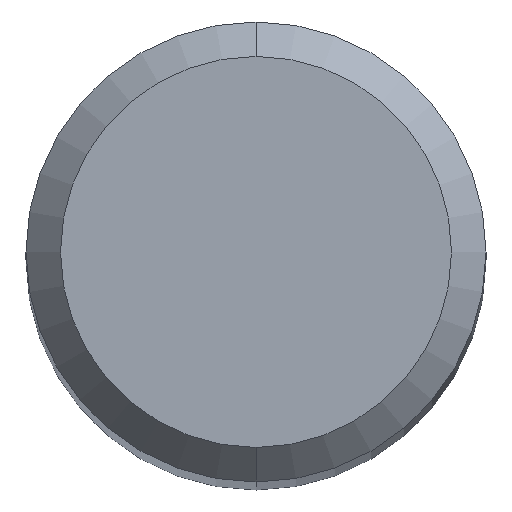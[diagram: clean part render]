
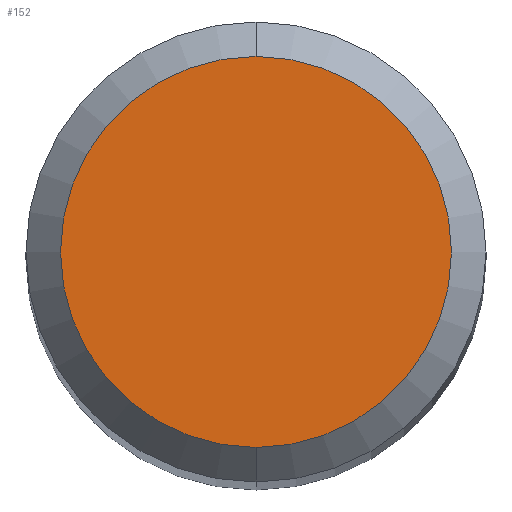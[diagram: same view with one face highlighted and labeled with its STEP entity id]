
A CAD part, top view. The second image highlights one B-rep face of the part: STEP entity #152.
In plain terms, the highlighted planar face has unit normal (0, 0, 1).
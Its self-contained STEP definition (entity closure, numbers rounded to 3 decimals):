
#152=ADVANCED_FACE('',(#360),#361,.T.);
#162=VERTEX_POINT('',#372);
#164=EDGE_CURVE('',#216,#162,#374,.T.);
#204=EDGE_CURVE('',#162,#216,#420,.T.);
#216=VERTEX_POINT('',#436);
#360=FACE_OUTER_BOUND('',#588,.T.);
#361=PLANE('',#589);
#372=CARTESIAN_POINT('',(0.,-1.7,39.03));
#374=CIRCLE('',#607,1.7);
#420=CIRCLE('',#668,1.7);
#436=CARTESIAN_POINT('',(0.0,1.7,39.03));
#588=EDGE_LOOP('',(#859,#860));
#589=AXIS2_PLACEMENT_3D('',#861,#862,#863);
#607=AXIS2_PLACEMENT_3D('',#874,#875,#876);
#668=AXIS2_PLACEMENT_3D('',#947,#948,#949);
#859=ORIENTED_EDGE('',*,*,#164,.F.);
#860=ORIENTED_EDGE('',*,*,#204,.F.);
#861=CARTESIAN_POINT('',(0.0,0.85,39.03));
#862=DIRECTION('',(-0.0,0.0,1.0));
#863=DIRECTION('',(0.0,-1.0,0.0));
#874=CARTESIAN_POINT('',(0.0,0.0,39.03));
#875=DIRECTION('',(0.0,0.0,-1.0));
#876=DIRECTION('',(0.0,1.0,0.0));
#947=CARTESIAN_POINT('',(0.0,0.0,39.03));
#948=DIRECTION('',(0.0,0.0,-1.0));
#949=DIRECTION('',(0.0,1.0,0.0));
